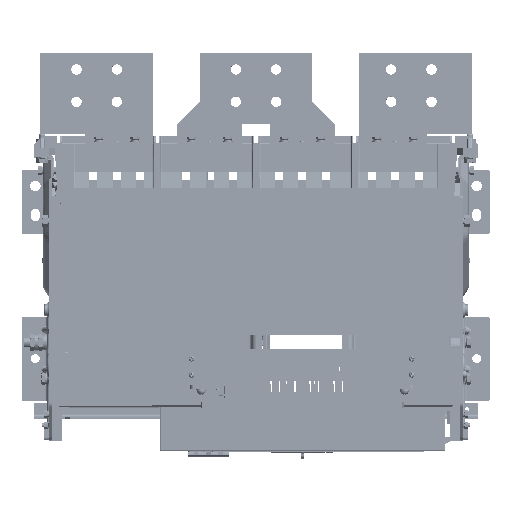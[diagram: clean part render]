
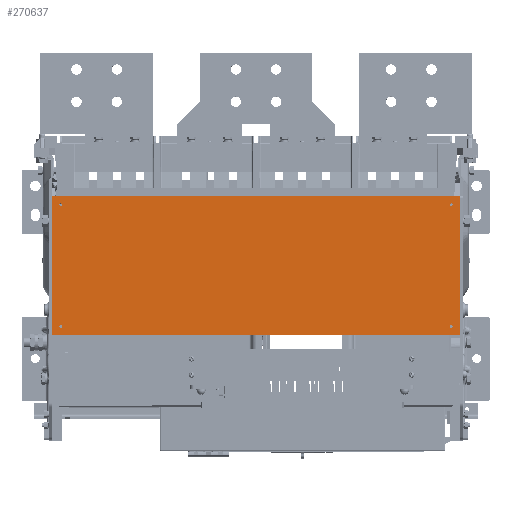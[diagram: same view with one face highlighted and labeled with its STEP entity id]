
A CAD part, top view. The second image highlights one B-rep face of the part: STEP entity #270637.
In plain terms, the highlighted planar face has unit normal (0, 0, 1).
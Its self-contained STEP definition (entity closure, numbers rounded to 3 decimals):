
#19362=DIRECTION('',(-1.,0.,0.));
#19363=VECTOR('',#19362,506.);
#19364=CARTESIAN_POINT('',(253.,276.,433.));
#19365=LINE('',#19364,#19363);
#19366=DIRECTION('',(0.,-1.,0.));
#19367=VECTOR('',#19366,173.);
#19368=CARTESIAN_POINT('',(-253.,276.,433.));
#19369=LINE('',#19368,#19367);
#19402=DIRECTION('',(0.,-1.,0.));
#19403=VECTOR('',#19402,173.);
#19404=CARTESIAN_POINT('',(253.,276.,433.));
#19405=LINE('',#19404,#19403);
#19406=DIRECTION('',(-1.,0.,0.));
#19407=VECTOR('',#19406,506.);
#19408=CARTESIAN_POINT('',(253.,103.,433.));
#19409=LINE('',#19408,#19407);
#19410=CARTESIAN_POINT('',(-242.,265.,433.));
#19411=DIRECTION('',(0.,0.,1.));
#19412=DIRECTION('',(1.,0.,0.));
#19413=AXIS2_PLACEMENT_3D('',#19410,#19411,#19412);
#19415=CARTESIAN_POINT('',(-242.,265.,433.));
#19416=DIRECTION('',(0.,0.,1.));
#19417=DIRECTION('',(-1.,0.,0.));
#19418=AXIS2_PLACEMENT_3D('',#19415,#19416,#19417);
#19420=CARTESIAN_POINT('',(242.,265.,433.));
#19421=DIRECTION('',(0.,0.,1.));
#19422=DIRECTION('',(1.,0.,0.));
#19423=AXIS2_PLACEMENT_3D('',#19420,#19421,#19422);
#19425=CARTESIAN_POINT('',(242.,265.,433.));
#19426=DIRECTION('',(0.,0.,1.));
#19427=DIRECTION('',(-1.,0.,0.));
#19428=AXIS2_PLACEMENT_3D('',#19425,#19426,#19427);
#19430=CARTESIAN_POINT('',(242.,114.,433.));
#19431=DIRECTION('',(0.,0.,1.));
#19432=DIRECTION('',(1.,0.,0.));
#19433=AXIS2_PLACEMENT_3D('',#19430,#19431,#19432);
#19435=CARTESIAN_POINT('',(242.,114.,433.));
#19436=DIRECTION('',(0.,0.,1.));
#19437=DIRECTION('',(-1.,0.,0.));
#19438=AXIS2_PLACEMENT_3D('',#19435,#19436,#19437);
#19440=CARTESIAN_POINT('',(-242.,114.,433.));
#19441=DIRECTION('',(0.,0.,1.));
#19442=DIRECTION('',(1.,0.,0.));
#19443=AXIS2_PLACEMENT_3D('',#19440,#19441,#19442);
#19445=CARTESIAN_POINT('',(-242.,114.,433.));
#19446=DIRECTION('',(0.,0.,1.));
#19447=DIRECTION('',(-1.,0.,0.));
#19448=AXIS2_PLACEMENT_3D('',#19445,#19446,#19447);
#199493=CARTESIAN_POINT('',(-253.,103.,433.));
#199494=VERTEX_POINT('',#199493);
#199495=CARTESIAN_POINT('',(253.,103.,433.));
#199496=VERTEX_POINT('',#199495);
#199771=CARTESIAN_POINT('',(253.,276.,433.));
#199772=VERTEX_POINT('',#199771);
#199775=CARTESIAN_POINT('',(-253.,276.,433.));
#199776=VERTEX_POINT('',#199775);
#199777=CARTESIAN_POINT('',(-240.25,265.,433.));
#199778=CARTESIAN_POINT('',(-243.75,265.,433.));
#199779=VERTEX_POINT('',#199777);
#199780=VERTEX_POINT('',#199778);
#199781=CARTESIAN_POINT('',(243.75,265.,433.));
#199782=CARTESIAN_POINT('',(240.25,265.,433.));
#199783=VERTEX_POINT('',#199781);
#199784=VERTEX_POINT('',#199782);
#199785=CARTESIAN_POINT('',(243.75,114.,433.));
#199786=CARTESIAN_POINT('',(240.25,114.,433.));
#199787=VERTEX_POINT('',#199785);
#199788=VERTEX_POINT('',#199786);
#199789=CARTESIAN_POINT('',(-240.25,114.,433.));
#199790=CARTESIAN_POINT('',(-243.75,114.,433.));
#199791=VERTEX_POINT('',#199789);
#199792=VERTEX_POINT('',#199790);
#270602=CARTESIAN_POINT('',(0.,189.5,433.));
#270603=DIRECTION('',(0.,0.,1.));
#270604=DIRECTION('',(1.,0.,0.));
#270605=AXIS2_PLACEMENT_3D('',#270602,#270603,#270604);
#270606=PLANE('',#270605);
#270607=ORIENTED_EDGE('',*,*,#270544,.F.);
#270608=ORIENTED_EDGE('',*,*,#270371,.F.);
#270609=ORIENTED_EDGE('',*,*,#248051,.T.);
#270610=ORIENTED_EDGE('',*,*,#248071,.T.);
#270611=EDGE_LOOP('',(#270607,#270608,#270609,#270610));
#270612=FACE_OUTER_BOUND('',#270611,.F.);
#270614=ORIENTED_EDGE('',*,*,#270613,.T.);
#270616=ORIENTED_EDGE('',*,*,#270615,.T.);
#270617=EDGE_LOOP('',(#270614,#270616));
#270618=FACE_BOUND('',#270617,.F.);
#270620=ORIENTED_EDGE('',*,*,#270619,.T.);
#270622=ORIENTED_EDGE('',*,*,#270621,.T.);
#270623=EDGE_LOOP('',(#270620,#270622));
#270624=FACE_BOUND('',#270623,.F.);
#270626=ORIENTED_EDGE('',*,*,#270625,.T.);
#270628=ORIENTED_EDGE('',*,*,#270627,.T.);
#270629=EDGE_LOOP('',(#270626,#270628));
#270630=FACE_BOUND('',#270629,.F.);
#270632=ORIENTED_EDGE('',*,*,#270631,.T.);
#270634=ORIENTED_EDGE('',*,*,#270633,.T.);
#270635=EDGE_LOOP('',(#270632,#270634));
#270636=FACE_BOUND('',#270635,.F.);
#270637=ADVANCED_FACE('',(#270612,#270618,#270624,#270630,#270636),#270606,.T.);
#19414=CIRCLE('',#19413,1.75);
#19419=CIRCLE('',#19418,1.75);
#19424=CIRCLE('',#19423,1.75);
#19429=CIRCLE('',#19428,1.75);
#19434=CIRCLE('',#19433,1.75);
#19439=CIRCLE('',#19438,1.75);
#19444=CIRCLE('',#19443,1.75);
#19449=CIRCLE('',#19448,1.75);
#248051=EDGE_CURVE('',#199772,#199496,#19405,.T.);
#248071=EDGE_CURVE('',#199496,#199494,#19409,.T.);
#270371=EDGE_CURVE('',#199772,#199776,#19365,.T.);
#270544=EDGE_CURVE('',#199776,#199494,#19369,.T.);
#270613=EDGE_CURVE('',#199779,#199780,#19414,.T.);
#270615=EDGE_CURVE('',#199780,#199779,#19419,.T.);
#270619=EDGE_CURVE('',#199783,#199784,#19424,.T.);
#270621=EDGE_CURVE('',#199784,#199783,#19429,.T.);
#270625=EDGE_CURVE('',#199787,#199788,#19434,.T.);
#270627=EDGE_CURVE('',#199788,#199787,#19439,.T.);
#270631=EDGE_CURVE('',#199791,#199792,#19444,.T.);
#270633=EDGE_CURVE('',#199792,#199791,#19449,.T.);
